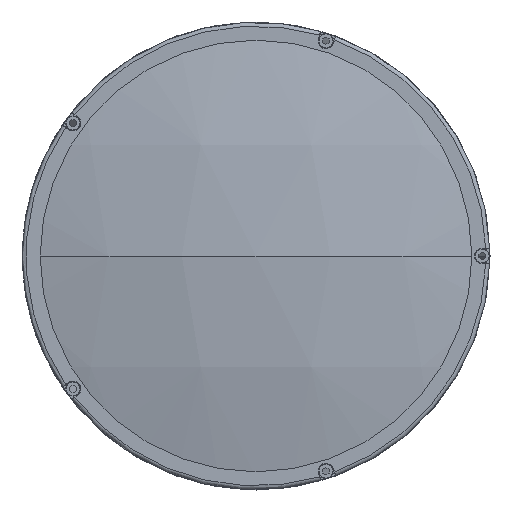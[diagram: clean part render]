
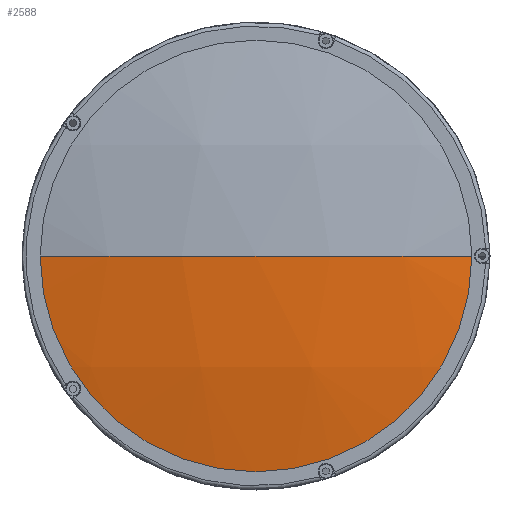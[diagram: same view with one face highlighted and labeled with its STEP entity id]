
A CAD part, left-side view. The second image highlights one B-rep face of the part: STEP entity #2588.
In plain terms, the highlighted spherical face has radius 384 mm.
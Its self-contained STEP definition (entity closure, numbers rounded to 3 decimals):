
#242 = EDGE_CURVE ( 'NONE', #4872, #1440, #5559, .T. ) ;
#893 = DIRECTION ( 'NONE',  ( 0., 0., 1. ) ) ;
#910 = DIRECTION ( 'NONE',  ( -1., 0., 0. ) ) ;
#921 = CARTESIAN_POINT ( 'NONE',  ( -353.104, 0., 0. ) ) ;
#1279 = CIRCLE ( 'NONE', #8683, 384. ) ;
#1302 = AXIS2_PLACEMENT_3D ( 'NONE', #2618, #4984, #4952 ) ;
#1440 = VERTEX_POINT ( 'NONE', #6127 ) ;
#2072 = CARTESIAN_POINT ( 'NONE',  ( -353.104, 85., 0. ) ) ;
#2265 = AXIS2_PLACEMENT_3D ( 'NONE', #2807, #2782, #2804 ) ;
#2588 = ADVANCED_FACE ( 'NONE', ( #6302 ), #5839, .T. ) ;
#2618 = CARTESIAN_POINT ( 'NONE',  ( 21.37, 0., 0. ) ) ;
#2758 = EDGE_LOOP ( 'NONE', ( #4092, #4074, #4103 ) ) ;
#2782 = DIRECTION ( 'NONE',  ( 0., 0., -1. ) ) ;
#2804 = DIRECTION ( 'NONE',  ( 0., 1., 0. ) ) ;
#2807 = CARTESIAN_POINT ( 'NONE',  ( 21.37, 0., 0. ) ) ;
#4074 = ORIENTED_EDGE ( 'NONE', *, *, #242, .T. ) ;
#4092 = ORIENTED_EDGE ( 'NONE', *, *, #7808, .T. ) ;
#4103 = ORIENTED_EDGE ( 'NONE', *, *, #8676, .F. ) ;
#4872 = VERTEX_POINT ( 'NONE', #4965 ) ;
#4952 = DIRECTION ( 'NONE',  ( 0., 1., 0. ) ) ;
#4965 = CARTESIAN_POINT ( 'NONE',  ( -353.104, -85., 0. ) ) ;
#4984 = DIRECTION ( 'NONE',  ( 0., 0., -1. ) ) ;
#5401 = VERTEX_POINT ( 'NONE', #2072 ) ;
#5559 = CIRCLE ( 'NONE', #2265, 384. ) ;
#5839 = SPHERICAL_SURFACE ( 'NONE', #1302, 384. ) ;
#5966 = CIRCLE ( 'NONE', #6603, 85. ) ;
#6127 = CARTESIAN_POINT ( 'NONE',  ( -362.63, 0., 0. ) ) ;
#6302 = FACE_OUTER_BOUND ( 'NONE', #2758, .T. ) ;
#6603 = AXIS2_PLACEMENT_3D ( 'NONE', #921, #910, #893 ) ;
#7724 = DIRECTION ( 'NONE',  ( 0., -1., 0. ) ) ;
#7734 = DIRECTION ( 'NONE',  ( 0., 0., 1. ) ) ;
#7753 = CARTESIAN_POINT ( 'NONE',  ( 21.37, 0., 0. ) ) ;
#7808 = EDGE_CURVE ( 'NONE', #5401, #4872, #5966, .T. ) ;
#8676 = EDGE_CURVE ( 'NONE', #5401, #1440, #1279, .T. ) ;
#8683 = AXIS2_PLACEMENT_3D ( 'NONE', #7753, #7734, #7724 ) ;
